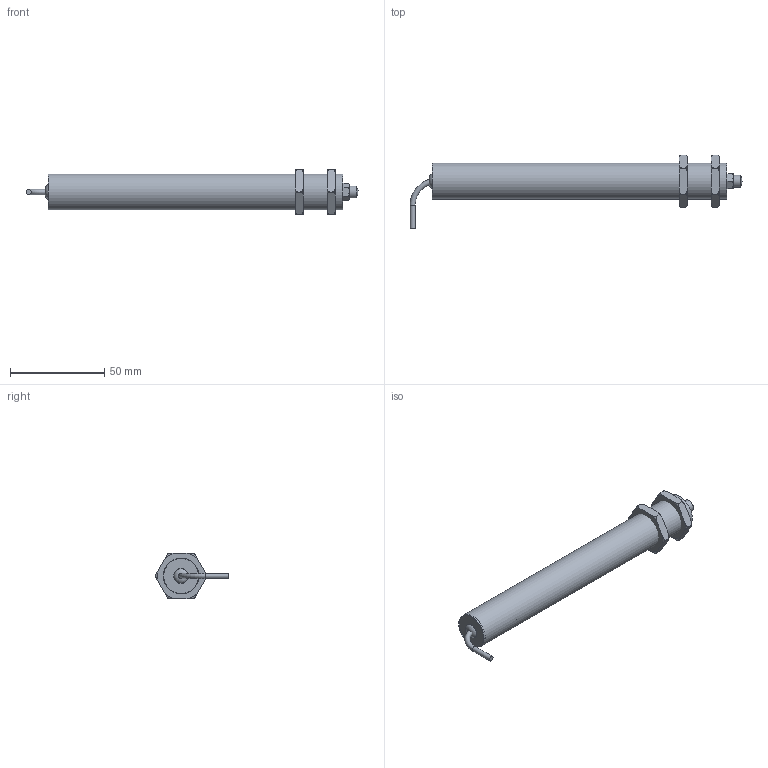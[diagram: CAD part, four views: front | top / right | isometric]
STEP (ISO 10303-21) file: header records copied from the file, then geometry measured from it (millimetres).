
FILE_DESCRIPTION (( 'STEP AP214' ), '1' );
FILE_NAME ('LRSE18-075A-00-10A.STEP', '2020-04-15T18:39:25', ( '' ), ( '' ), 'SwSTEP 2.0', 'SolidWorks 2019', '' );
FILE_SCHEMA (( 'AUTOMOTIVE_DESIGN' ));
Length unit declared in the file: inch
Products named in the file (1): LRSE18-075A-00-10A
Bounding box: 176.36 x 39.26 x 24 mm (x, y, z)
Volume: 20929.6 mm3; surface area: 25160.1 mm2
Topology: 12 solids, 12 shells, 126 faces, 272 edges, 179 vertices
Faces by surface type: plane 52, torus 34, cylinder 29, cone 10, sphere 1
Full cylindrical faces by diameter (mm): 2.375 x1, 2.769 x3, 2.845 x1, 4.775 x2, 5.537 x1, 6.35 x1, 6.629 x1, 7.785 x1, 12.7 x1, 15.748 x1, 15.85 x1, 15.875 x1, 16.51 x2, 16.9 x2, 17.399 x2, 17.78 x1, 18.034 x1, 18.415 x2, 19.05 x1
Entity records: 3838 total; most frequent: CARTESIAN_POINT 1186, DIRECTION 497, ORIENTED_EDGE 436, AXIS2_PLACEMENT_3D 220, EDGE_CURVE 218, EDGE_LOOP 189, VERTEX_POINT 167, FACE_OUTER_BOUND 158
